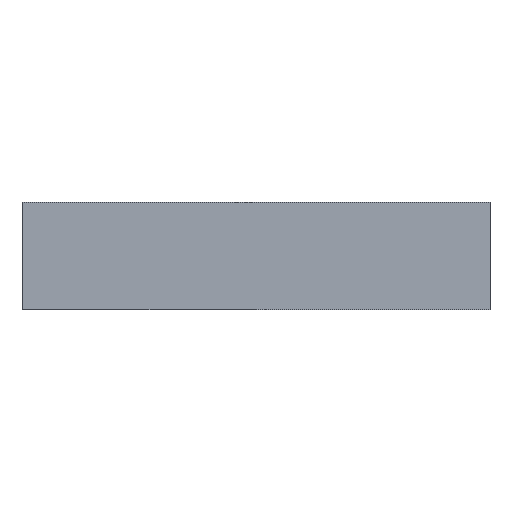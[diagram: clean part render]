
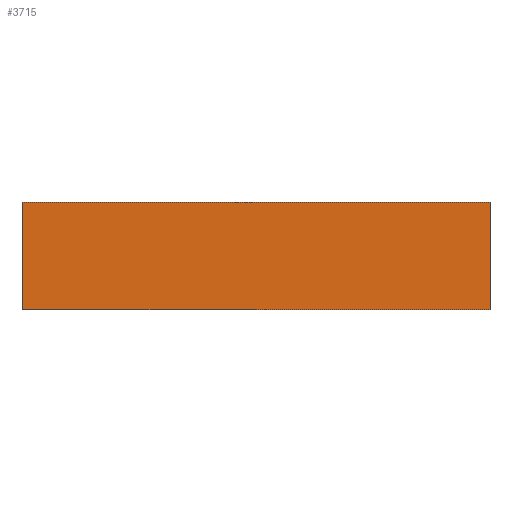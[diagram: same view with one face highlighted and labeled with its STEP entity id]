
A CAD part, top view. The second image highlights one B-rep face of the part: STEP entity #3715.
In plain terms, the highlighted planar face has unit normal (0, 0, 1).
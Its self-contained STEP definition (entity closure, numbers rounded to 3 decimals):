
#804 = FACE_OUTER_BOUND ( 'NONE', #15087, .T. ) ;
#954 = DIRECTION ( 'NONE',  ( -1., 0., 0. ) ) ;
#1405 = CARTESIAN_POINT ( 'NONE',  ( -130., 29.85, 50. ) ) ;
#1822 = EDGE_CURVE ( 'NONE', #7654, #1826, #20691, .T. ) ;
#1826 = VERTEX_POINT ( 'NONE', #15156 ) ;
#2348 = PLANE ( 'NONE',  #6308 ) ;
#2399 = DIRECTION ( 'NONE',  ( 0., -1., 0. ) ) ;
#2836 = LINE ( 'NONE', #1405, #13436 ) ;
#3715 = ADVANCED_FACE ( 'NONE', ( #804 ), #2348, .T. ) ;
#4084 = ORIENTED_EDGE ( 'NONE', *, *, #12212, .T. ) ;
#4107 = VECTOR ( 'NONE', #21402, 1000. ) ;
#5080 = CARTESIAN_POINT ( 'NONE',  ( -130., 29.85, 50. ) ) ;
#6151 = DIRECTION ( 'NONE',  ( 1., 0., 0. ) ) ;
#6308 = AXIS2_PLACEMENT_3D ( 'NONE', #15108, #17106, #6151 ) ;
#7654 = VERTEX_POINT ( 'NONE', #5080 ) ;
#8053 = VECTOR ( 'NONE', #15540, 1000. ) ;
#8611 = VERTEX_POINT ( 'NONE', #22230 ) ;
#8765 = EDGE_CURVE ( 'NONE', #8611, #7654, #2836, .T. ) ;
#9429 = ORIENTED_EDGE ( 'NONE', *, *, #1822, .T. ) ;
#11163 = ORIENTED_EDGE ( 'NONE', *, *, #15568, .T. ) ;
#11743 = CARTESIAN_POINT ( 'NONE',  ( -130., 29.85, 50. ) ) ;
#12212 = EDGE_CURVE ( 'NONE', #19424, #8611, #23290, .T. ) ;
#12325 = CARTESIAN_POINT ( 'NONE',  ( 130., 29.85, 50. ) ) ;
#13436 = VECTOR ( 'NONE', #954, 1000. ) ;
#13545 = CARTESIAN_POINT ( 'NONE',  ( -130., -29.85, 50. ) ) ;
#13987 = CARTESIAN_POINT ( 'NONE',  ( 130., -29.85, 50. ) ) ;
#14401 = VECTOR ( 'NONE', #2399, 1000. ) ;
#15087 = EDGE_LOOP ( 'NONE', ( #4084, #19505, #9429, #11163 ) ) ;
#15108 = CARTESIAN_POINT ( 'NONE',  ( 0., 0., 50. ) ) ;
#15156 = CARTESIAN_POINT ( 'NONE',  ( -130., -29.85, 50. ) ) ;
#15540 = DIRECTION ( 'NONE',  ( 1., 0., 0. ) ) ;
#15568 = EDGE_CURVE ( 'NONE', #1826, #19424, #19078, .T. ) ;
#17106 = DIRECTION ( 'NONE',  ( 0., 0., 1. ) ) ;
#19078 = LINE ( 'NONE', #13545, #8053 ) ;
#19424 = VERTEX_POINT ( 'NONE', #13987 ) ;
#19505 = ORIENTED_EDGE ( 'NONE', *, *, #8765, .T. ) ;
#20691 = LINE ( 'NONE', #11743, #14401 ) ;
#21402 = DIRECTION ( 'NONE',  ( 0., 1., 0. ) ) ;
#22230 = CARTESIAN_POINT ( 'NONE',  ( 130., 29.85, 50. ) ) ;
#23290 = LINE ( 'NONE', #12325, #4107 ) ;
